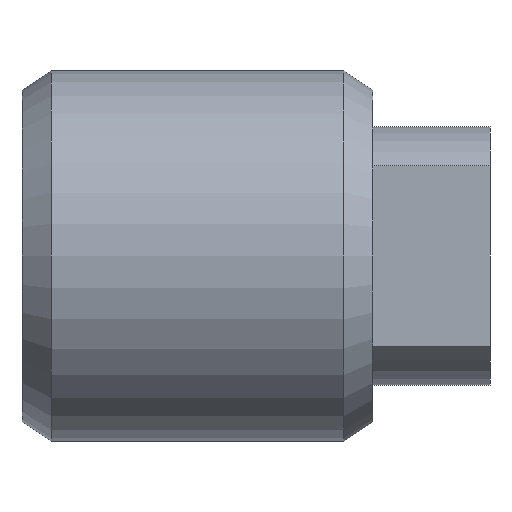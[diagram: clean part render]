
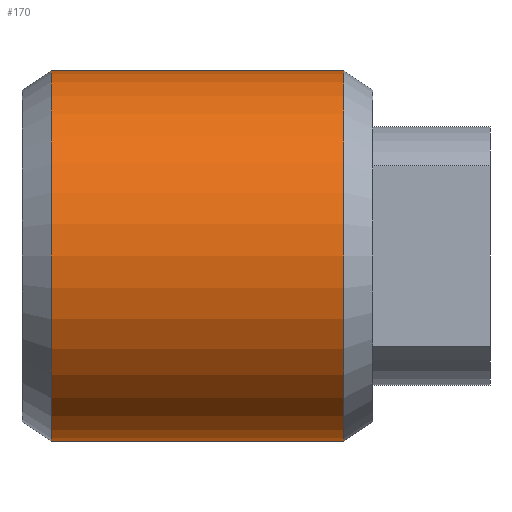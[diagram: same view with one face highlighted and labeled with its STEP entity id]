
A CAD part, front view. The second image highlights one B-rep face of the part: STEP entity #170.
In plain terms, the highlighted cylindrical face has radius 9.5 mm (diameter 19 mm), a partial arc.
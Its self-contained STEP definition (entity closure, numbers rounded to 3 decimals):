
#13 = DIRECTION ( 'NONE',  ( -1., 0., 0. ) ) ;
#16 = VECTOR ( 'NONE', #486, 1000. ) ;
#34 = AXIS2_PLACEMENT_3D ( 'NONE', #594, #243, #299 ) ;
#74 = LINE ( 'NONE', #329, #16 ) ;
#81 = CARTESIAN_POINT ( 'NONE',  ( -142.529, 0., 0. ) ) ;
#85 = CIRCLE ( 'NONE', #90, 9.5 ) ;
#90 = AXIS2_PLACEMENT_3D ( 'NONE', #549, #94, #491 ) ;
#94 = DIRECTION ( 'NONE',  ( -1., 0., 0. ) ) ;
#145 = ORIENTED_EDGE ( 'NONE', *, *, #322, .F. ) ;
#170 = ADVANCED_FACE ( 'NONE', ( #280 ), #179, .T. ) ;
#179 = CYLINDRICAL_SURFACE ( 'NONE', #189, 9.5 ) ;
#182 = EDGE_CURVE ( 'NONE', #535, #229, #74, .T. ) ;
#189 = AXIS2_PLACEMENT_3D ( 'NONE', #81, #13, #481 ) ;
#229 = VERTEX_POINT ( 'NONE', #420 ) ;
#240 = ORIENTED_EDGE ( 'NONE', *, *, #303, .T. ) ;
#243 = DIRECTION ( 'NONE',  ( -1., 0., 0. ) ) ;
#246 = CARTESIAN_POINT ( 'NONE',  ( -142.529, 0., -9.5 ) ) ;
#271 = EDGE_CURVE ( 'NONE', #361, #331, #400, .T. ) ;
#275 = ORIENTED_EDGE ( 'NONE', *, *, #182, .T. ) ;
#280 = FACE_OUTER_BOUND ( 'NONE', #291, .T. ) ;
#289 = VECTOR ( 'NONE', #502, 1000. ) ;
#291 = EDGE_LOOP ( 'NONE', ( #434, #240, #275, #145 ) ) ;
#299 = DIRECTION ( 'NONE',  ( 0., 0., 1. ) ) ;
#303 = EDGE_CURVE ( 'NONE', #361, #535, #85, .T. ) ;
#314 = CIRCLE ( 'NONE', #34, 9.5 ) ;
#322 = EDGE_CURVE ( 'NONE', #331, #229, #314, .T. ) ;
#329 = CARTESIAN_POINT ( 'NONE',  ( -142.529, 0., 9.5 ) ) ;
#331 = VERTEX_POINT ( 'NONE', #545 ) ;
#336 = CARTESIAN_POINT ( 'NONE',  ( 8.318, 0., 9.5 ) ) ;
#361 = VERTEX_POINT ( 'NONE', #646 ) ;
#400 = LINE ( 'NONE', #246, #289 ) ;
#420 = CARTESIAN_POINT ( 'NONE',  ( -6.682, 0., 9.5 ) ) ;
#434 = ORIENTED_EDGE ( 'NONE', *, *, #271, .F. ) ;
#481 = DIRECTION ( 'NONE',  ( 0., 0., 1. ) ) ;
#486 = DIRECTION ( 'NONE',  ( -1., 0., 0. ) ) ;
#491 = DIRECTION ( 'NONE',  ( 0., 0., 1. ) ) ;
#502 = DIRECTION ( 'NONE',  ( -1., 0., 0. ) ) ;
#535 = VERTEX_POINT ( 'NONE', #336 ) ;
#545 = CARTESIAN_POINT ( 'NONE',  ( -6.682, 0., -9.5 ) ) ;
#549 = CARTESIAN_POINT ( 'NONE',  ( 8.318, 0., 0. ) ) ;
#594 = CARTESIAN_POINT ( 'NONE',  ( -6.682, 0., 0. ) ) ;
#646 = CARTESIAN_POINT ( 'NONE',  ( 8.318, 0., -9.5 ) ) ;
